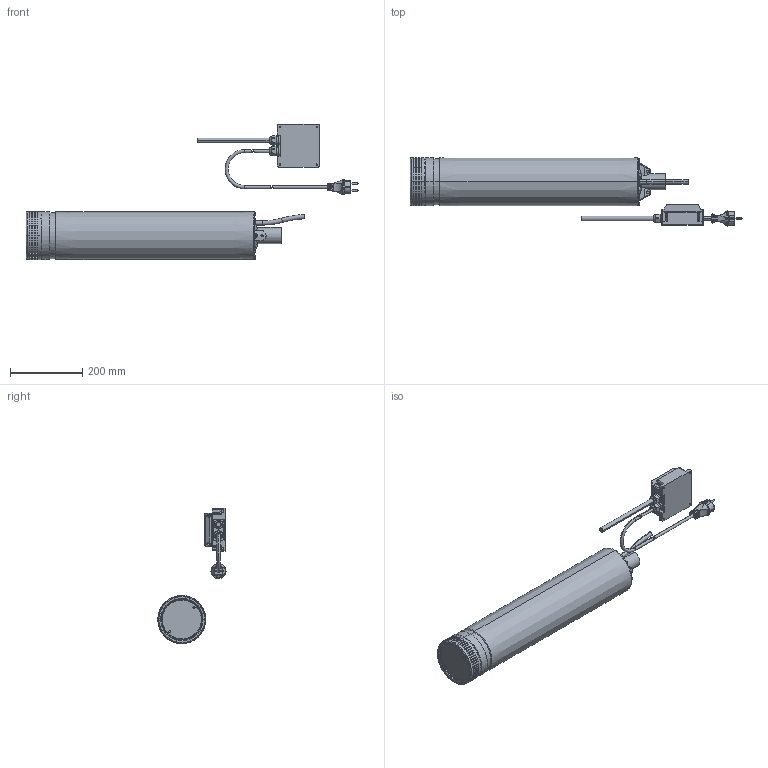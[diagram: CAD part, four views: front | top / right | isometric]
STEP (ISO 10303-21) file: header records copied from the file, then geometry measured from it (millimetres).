
FILE_DESCRIPTION (( 'STEP AP214' ), '1' );
FILE_NAME ('10008884swp00.step', '2020-04-27T09:08:21', ( '' ), ( '' ), 'SwSTEP 2.0', 'SolidWorks 2019', '' );
FILE_SCHEMA (( 'AUTOMOTIVE_DESIGN' ));
Length unit declared in the file: millimetre
Products named in the file (1): 10008884swp00
Bounding box: 921.36 x 189.29 x 374.72 mm (x, y, z)
Volume: 9618503.5 mm3; surface area: 528458.8 mm2
Topology: 17 solids, 18 shells, 1717 faces, 4705 edges, 3073 vertices
Faces by surface type: plane 803, cylinder 650, bspline 113, cone 108, torus 39, sphere 4
Entity records: 77447 total; most frequent: CARTESIAN_POINT 35557, ORIENTED_EDGE 9362, DIRECTION 7264, EDGE_CURVE 4681, VERTEX_POINT 3073, LINE 2570, VECTOR 2570, AXIS2_PLACEMENT_3D 2347
